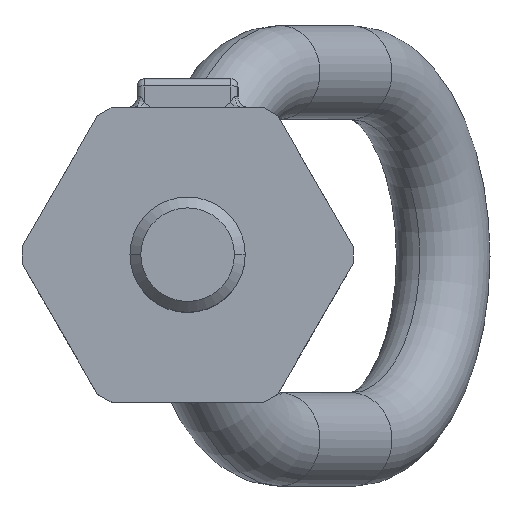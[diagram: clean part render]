
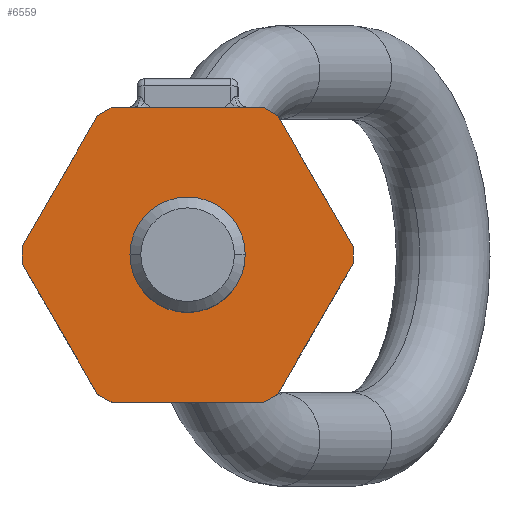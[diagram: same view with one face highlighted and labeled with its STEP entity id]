
A CAD part, top view. The second image highlights one B-rep face of the part: STEP entity #6559.
In plain terms, the highlighted planar face has unit normal (0, 0, 1).
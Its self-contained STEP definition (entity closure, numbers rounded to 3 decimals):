
#1=DIRECTION('',(-0.866,-0.5,0.));
#2=VECTOR('',#1,2.326);
#3=CARTESIAN_POINT('',(-10.493,20.5,54.5));
#4=LINE('',#3,#2);
#16=CARTESIAN_POINT('',(0.,0.,54.5));
#17=DIRECTION('',(0.,0.,1.));
#18=DIRECTION('',(1.,0.,0.));
#19=AXIS2_PLACEMENT_3D('',#16,#17,#18);
#21=CARTESIAN_POINT('',(0.,0.,54.5));
#22=DIRECTION('',(0.,0.,1.));
#23=DIRECTION('',(-1.,0.,0.));
#24=AXIS2_PLACEMENT_3D('',#21,#22,#23);
#76=DIRECTION('',(-1.,0.,0.));
#77=VECTOR('',#76,20.986);
#78=CARTESIAN_POINT('',(10.493,20.5,54.5));
#79=LINE('',#78,#77);
#633=DIRECTION('',(0.866,0.5,0.));
#634=VECTOR('',#633,2.326);
#635=CARTESIAN_POINT('',(10.493,-20.5,54.5));
#636=LINE('',#635,#634);
#785=DIRECTION('',(1.,0.,0.));
#786=VECTOR('',#785,20.986);
#787=CARTESIAN_POINT('',(-10.493,-20.5,54.5));
#788=LINE('',#787,#786);
#2652=DIRECTION('',(0.866,-0.5,0.));
#2653=VECTOR('',#2652,2.326);
#2654=CARTESIAN_POINT('',(-12.507,-19.337,54.5));
#2655=LINE('',#2654,#2653);
#2686=DIRECTION('',(0.5,-0.866,0.));
#2687=VECTOR('',#2686,20.986);
#2688=CARTESIAN_POINT('',(-23.,-1.163,54.5));
#2689=LINE('',#2688,#2687);
#2694=DIRECTION('',(0.,-1.,0.));
#2695=VECTOR('',#2694,2.326);
#2696=CARTESIAN_POINT('',(-23.,1.163,54.5));
#2697=LINE('',#2696,#2695);
#2702=DIRECTION('',(-0.5,-0.866,0.));
#2703=VECTOR('',#2702,20.986);
#2704=CARTESIAN_POINT('',(-12.507,19.337,54.5));
#2705=LINE('',#2704,#2703);
#2710=DIRECTION('',(0.5,0.866,0.));
#2711=VECTOR('',#2710,20.986);
#2712=CARTESIAN_POINT('',(12.507,-19.337,54.5));
#2713=LINE('',#2712,#2711);
#2718=DIRECTION('',(0.,1.,0.));
#2719=VECTOR('',#2718,2.326);
#2720=CARTESIAN_POINT('',(23.,-1.163,54.5));
#2721=LINE('',#2720,#2719);
#2726=DIRECTION('',(-0.5,0.866,0.));
#2727=VECTOR('',#2726,20.986);
#2728=CARTESIAN_POINT('',(23.,1.163,54.5));
#2729=LINE('',#2728,#2727);
#2734=DIRECTION('',(-0.866,0.5,0.));
#2735=VECTOR('',#2734,2.326);
#2736=CARTESIAN_POINT('',(12.507,19.337,54.5));
#2737=LINE('',#2736,#2735);
#5543=CARTESIAN_POINT('',(-10.493,20.5,54.5));
#5544=CARTESIAN_POINT('',(-12.507,19.337,54.5));
#5545=VERTEX_POINT('',#5543);
#5546=VERTEX_POINT('',#5544);
#5547=CARTESIAN_POINT('',(-23.,1.163,54.5));
#5548=VERTEX_POINT('',#5547);
#5549=CARTESIAN_POINT('',(-23.,-1.163,54.5));
#5550=VERTEX_POINT('',#5549);
#5551=CARTESIAN_POINT('',(-12.507,-19.337,54.5));
#5552=VERTEX_POINT('',#5551);
#5553=CARTESIAN_POINT('',(-10.493,-20.5,54.5));
#5554=VERTEX_POINT('',#5553);
#5555=CARTESIAN_POINT('',(10.493,-20.5,54.5));
#5556=VERTEX_POINT('',#5555);
#5557=CARTESIAN_POINT('',(12.507,-19.337,54.5));
#5558=VERTEX_POINT('',#5557);
#5559=CARTESIAN_POINT('',(23.,-1.163,54.5));
#5560=VERTEX_POINT('',#5559);
#5561=CARTESIAN_POINT('',(23.,1.163,54.5));
#5562=VERTEX_POINT('',#5561);
#5563=CARTESIAN_POINT('',(12.507,19.337,54.5));
#5564=VERTEX_POINT('',#5563);
#5565=CARTESIAN_POINT('',(10.493,20.5,54.5));
#5566=VERTEX_POINT('',#5565);
#5575=CARTESIAN_POINT('',(8.,0.,54.5));
#5576=CARTESIAN_POINT('',(-8.,0.,54.5));
#5577=VERTEX_POINT('',#5575);
#5578=VERTEX_POINT('',#5576);
#6523=CARTESIAN_POINT('',(50.,-50.,54.5));
#6524=DIRECTION('',(0.,0.,-1.));
#6525=DIRECTION('',(-1.,0.,0.));
#6526=AXIS2_PLACEMENT_3D('',#6523,#6524,#6525);
#6527=PLANE('',#6526);
#6528=ORIENTED_EDGE('',*,*,#6512,.F.);
#6530=ORIENTED_EDGE('',*,*,#6529,.F.);
#6532=ORIENTED_EDGE('',*,*,#6531,.F.);
#6534=ORIENTED_EDGE('',*,*,#6533,.F.);
#6536=ORIENTED_EDGE('',*,*,#6535,.F.);
#6538=ORIENTED_EDGE('',*,*,#6537,.F.);
#6540=ORIENTED_EDGE('',*,*,#6539,.F.);
#6542=ORIENTED_EDGE('',*,*,#6541,.F.);
#6544=ORIENTED_EDGE('',*,*,#6543,.F.);
#6546=ORIENTED_EDGE('',*,*,#6545,.F.);
#6548=ORIENTED_EDGE('',*,*,#6547,.F.);
#6550=ORIENTED_EDGE('',*,*,#6549,.F.);
#6551=EDGE_LOOP('',(#6528,#6530,#6532,#6534,#6536,#6538,#6540,#6542,#6544,#6546,
#6548,#6550));
#6552=FACE_OUTER_BOUND('',#6551,.F.);
#6554=ORIENTED_EDGE('',*,*,#6553,.T.);
#6556=ORIENTED_EDGE('',*,*,#6555,.T.);
#6557=EDGE_LOOP('',(#6554,#6556));
#6558=FACE_BOUND('',#6557,.F.);
#6559=ADVANCED_FACE('',(#6552,#6558),#6527,.F.);
#20=CIRCLE('',#19,8.);
#25=CIRCLE('',#24,8.);
#6512=EDGE_CURVE('',#5545,#5546,#4,.T.);
#6529=EDGE_CURVE('',#5566,#5545,#79,.T.);
#6531=EDGE_CURVE('',#5564,#5566,#2737,.T.);
#6533=EDGE_CURVE('',#5562,#5564,#2729,.T.);
#6535=EDGE_CURVE('',#5560,#5562,#2721,.T.);
#6537=EDGE_CURVE('',#5558,#5560,#2713,.T.);
#6539=EDGE_CURVE('',#5556,#5558,#636,.T.);
#6541=EDGE_CURVE('',#5554,#5556,#788,.T.);
#6543=EDGE_CURVE('',#5552,#5554,#2655,.T.);
#6545=EDGE_CURVE('',#5550,#5552,#2689,.T.);
#6547=EDGE_CURVE('',#5548,#5550,#2697,.T.);
#6549=EDGE_CURVE('',#5546,#5548,#2705,.T.);
#6553=EDGE_CURVE('',#5577,#5578,#20,.T.);
#6555=EDGE_CURVE('',#5578,#5577,#25,.T.);
